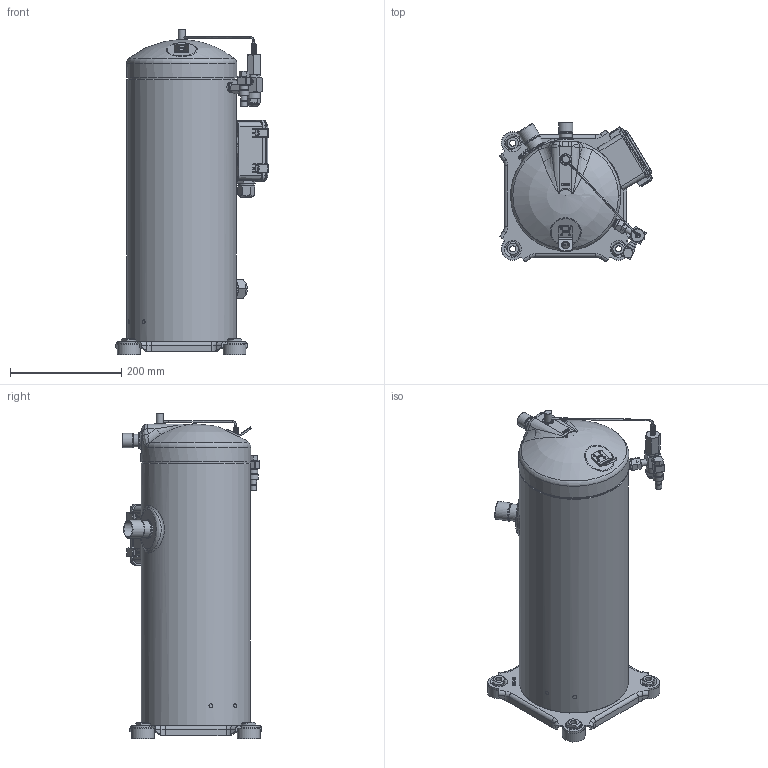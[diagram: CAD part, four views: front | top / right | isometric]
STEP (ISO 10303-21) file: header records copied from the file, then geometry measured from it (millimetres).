
FILE_DESCRIPTION(('TFLEX Exchange Step'),'2;1');
FILE_NAME('190 с DTC.stp', '2024-02-29T10:25:55+03:00',('RUCO3217'),('Unknown organisation'),'TFLEX Exchange 2024.0','T-FLEX CAD','Unknown authorisation');
FILE_SCHEMA( ('AP242_MANAGED_MODEL_BASED_3D_ENGINEERING_MIM_LF {1 0 10303 442 1 1 4 }') );
Length unit declared in the file: millimetre
Products named in the file (4): гильза; нужный DTC; Тело_14 - 031-0004-00; 190
Assembly tree (3 placements, depth 2):
  190
    гильза
    нужный DTC
    Тело_14 - 031-0004-00
Bounding box: 274.23 x 250.63 x 585.25 mm (x, y, z)
Volume: 2097604.7 mm3; surface area: 1152021.3 mm2
Topology: 41 solids, 62 shells, 5370 faces, 14913 edges, 9939 vertices
Faces by surface type: plane 3859, cylinder 790, bspline 228, torus 212, cone 195, sphere 54, extrusion 32
Full cylindrical faces by diameter (mm): 0.2 x4, 0.92 x6, 2.14 x1, 3.18 x6, 3.2 x6, 3.5 x1, 3.6 x2, 3.731 x1, 3.85 x2, 4 x4, 4.4 x4, 4.5 x1, 4.6 x1, 5 x12, 5.6 x4, 6.5 x1, 7 x4, 7.4 x7, 8 x5, 8.9 x3, 9.5 x1, 9.998 x1, 10 x1, 10.748 x1, 11 x4, 11.1 x1, 11.2 x1, 11.3 x1, 11.5 x1, 11.55 x1
Entity records: 206340 total; most frequent: CARTESIAN_POINT 67610, ORIENTED_EDGE 29707, DIRECTION 26982, EDGE_CURVE 14881, VECTOR 11076, LINE 11044, VERTEX_POINT 9938, AXIS2_PLACEMENT_3D 7953
